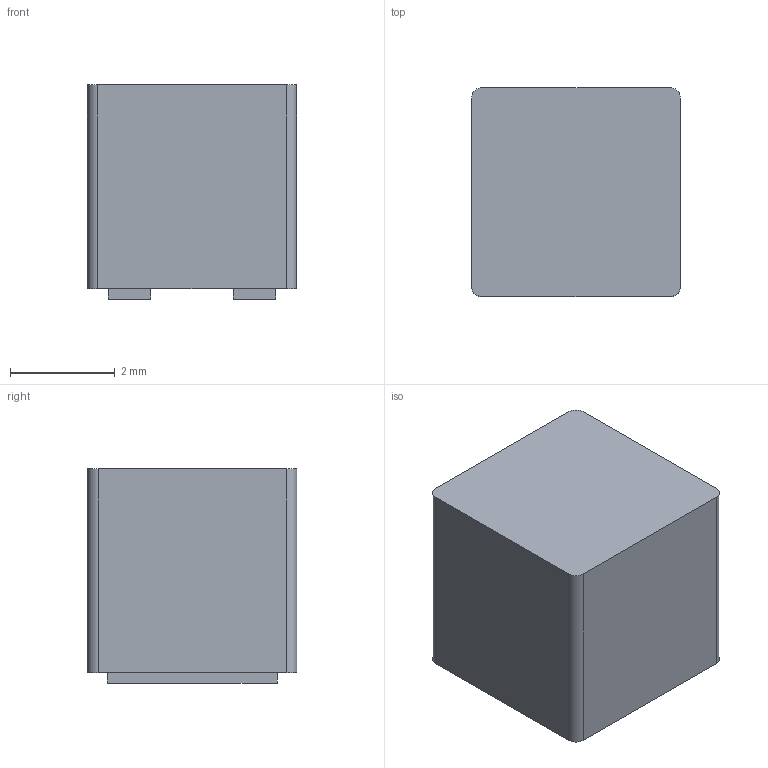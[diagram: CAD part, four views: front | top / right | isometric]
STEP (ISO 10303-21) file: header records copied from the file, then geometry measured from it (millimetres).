
FILE_DESCRIPTION (( 'STEP AP214' ), '1' );
FILE_NAME ('IND-SMD_L4.0-W4.0_XAL4040-103.step', '2022-07-09T00:15:24', ( '' ), ( '' ), 'SwSTEP 2.0', 'SolidWorks 2020', '' );
FILE_SCHEMA (( 'AUTOMOTIVE_DESIGN' ));
Length unit declared in the file: millimetre
Products named in the file (1): IND-SMD_L4.0-W4.0_XAL4040-103
Bounding box: 4 x 4.01 x 4.1 mm (x, y, z)
Volume: 63.3 mm3; surface area: 96.4 mm2
Topology: 1 solids, 1 shells, 303 faces, 819 edges, 546 vertices
Faces by surface type: plane 187, bspline 112, cylinder 4
Entity records: 13263 total; most frequent: CARTESIAN_POINT 3773, ORIENTED_EDGE 1638, DIRECTION 983, EDGE_CURVE 819, LINE 583, VECTOR 583, VERTEX_POINT 546, EDGE_LOOP 331
